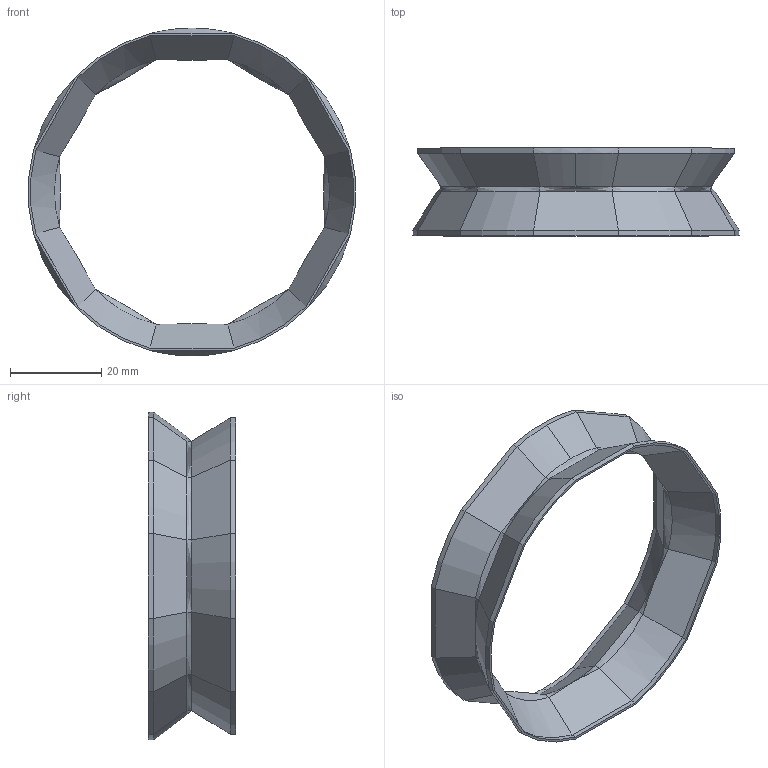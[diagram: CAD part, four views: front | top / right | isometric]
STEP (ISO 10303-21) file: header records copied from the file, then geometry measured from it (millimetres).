
FILE_DESCRIPTION (( 'STEP AP214' ), '1' );
FILE_NAME ('(x1)_POSPA_RecRoundv4.STEP', '2023-12-12T15:52:09', ( '' ), ( '' ), 'SwSTEP 2.0', 'SolidWorks 2022', '' );
FILE_SCHEMA (( 'AUTOMOTIVE_DESIGN' ));
Length unit declared in the file: millimetre
Products named in the file (1): (x1)_POSPA_RecRoundv4
Bounding box: 71.51 x 19.2 x 71.79 mm (x, y, z)
Volume: 2343.1 mm3; surface area: 9595.1 mm2
Topology: 1 solids, 1 shells, 126 faces, 336 edges, 212 vertices
Faces by surface type: plane 50, cylinder 26, cone 26, bspline 24
Entity records: 6248 total; most frequent: CARTESIAN_POINT 3340, ORIENTED_EDGE 672, DIRECTION 488, EDGE_CURVE 336, VERTEX_POINT 212, AXIS2_PLACEMENT_3D 170, VECTOR 148, LINE 148
